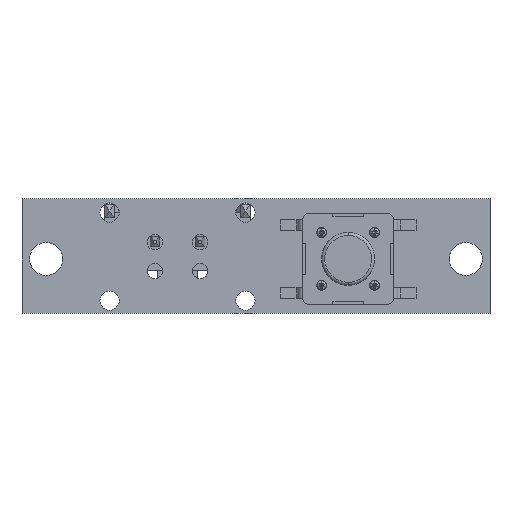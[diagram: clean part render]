
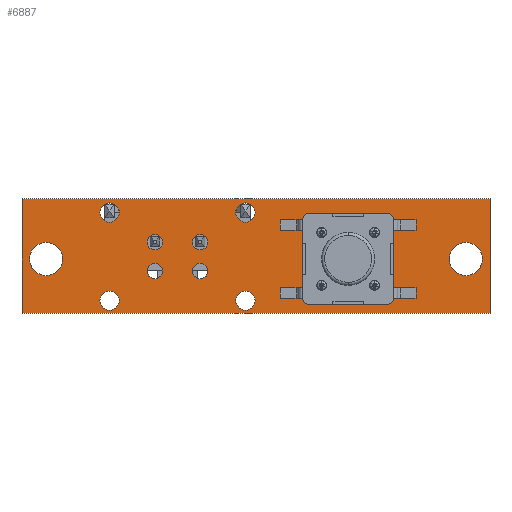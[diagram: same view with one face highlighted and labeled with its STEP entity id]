
A CAD part, top view. The second image highlights one B-rep face of the part: STEP entity #6887.
In plain terms, the highlighted planar face has unit normal (0, 0, 1).
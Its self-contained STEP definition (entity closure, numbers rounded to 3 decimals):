
#6665 = VERTEX_POINT('',#6666);
#6666 = CARTESIAN_POINT('',(143.6,-97.,1.51));
#6672 = EDGE_CURVE('',#6665,#6673,#6675,.T.);
#6673 = VERTEX_POINT('',#6674);
#6674 = CARTESIAN_POINT('',(112.6,-97.,1.51));
#6675 = LINE('',#6676,#6677);
#6676 = CARTESIAN_POINT('',(143.6,-97.,1.51));
#6677 = VECTOR('',#6678,1.);
#6678 = DIRECTION('',(-1.,0.,0.));
#6705 = VERTEX_POINT('',#6706);
#6706 = CARTESIAN_POINT('',(143.6,-89.4,1.51));
#6712 = EDGE_CURVE('',#6705,#6665,#6713,.T.);
#6713 = LINE('',#6714,#6715);
#6714 = CARTESIAN_POINT('',(143.6,-89.4,1.51));
#6715 = VECTOR('',#6716,1.);
#6716 = DIRECTION('',(0.,-1.,0.));
#6734 = EDGE_CURVE('',#6673,#6735,#6737,.T.);
#6735 = VERTEX_POINT('',#6736);
#6736 = CARTESIAN_POINT('',(112.6,-89.4,1.51));
#6737 = LINE('',#6738,#6739);
#6738 = CARTESIAN_POINT('',(112.6,-97.,1.51));
#6739 = VECTOR('',#6740,1.);
#6740 = DIRECTION('',(0.,1.,0.));
#6887 = ADVANCED_FACE('',(#6888,#6899,#6910,#6921,#6932,#6943,#6954,
    #6965,#6976,#6987,#6998),#7009,.T.);
#6888 = FACE_BOUND('',#6889,.T.);
#6889 = EDGE_LOOP('',(#6890,#6891,#6892,#6898));
#6890 = ORIENTED_EDGE('',*,*,#6672,.F.);
#6891 = ORIENTED_EDGE('',*,*,#6712,.F.);
#6892 = ORIENTED_EDGE('',*,*,#6893,.F.);
#6893 = EDGE_CURVE('',#6735,#6705,#6894,.T.);
#6894 = LINE('',#6895,#6896);
#6895 = CARTESIAN_POINT('',(112.6,-89.4,1.51));
#6896 = VECTOR('',#6897,1.);
#6897 = DIRECTION('',(1.,0.,0.));
#6898 = ORIENTED_EDGE('',*,*,#6734,.F.);
#6899 = FACE_BOUND('',#6900,.T.);
#6900 = EDGE_LOOP('',(#6901));
#6901 = ORIENTED_EDGE('',*,*,#6902,.T.);
#6902 = EDGE_CURVE('',#6903,#6903,#6905,.T.);
#6903 = VERTEX_POINT('',#6904);
#6904 = CARTESIAN_POINT('',(118.4,-96.795,1.51));
#6905 = CIRCLE('',#6906,0.635);
#6906 = AXIS2_PLACEMENT_3D('',#6907,#6908,#6909);
#6907 = CARTESIAN_POINT('',(118.4,-96.16,1.51));
#6908 = DIRECTION('',(-0.,0.,-1.));
#6909 = DIRECTION('',(-0.,-1.,0.));
#6910 = FACE_BOUND('',#6911,.T.);
#6911 = EDGE_LOOP('',(#6912));
#6912 = ORIENTED_EDGE('',*,*,#6913,.T.);
#6913 = EDGE_CURVE('',#6914,#6914,#6916,.T.);
#6914 = VERTEX_POINT('',#6915);
#6915 = CARTESIAN_POINT('',(127.4,-96.795,1.51));
#6916 = CIRCLE('',#6917,0.635);
#6917 = AXIS2_PLACEMENT_3D('',#6918,#6919,#6920);
#6918 = CARTESIAN_POINT('',(127.4,-96.16,1.51));
#6919 = DIRECTION('',(-0.,0.,-1.));
#6920 = DIRECTION('',(-0.,-1.,0.));
#6921 = FACE_BOUND('',#6922,.T.);
#6922 = EDGE_LOOP('',(#6923));
#6923 = ORIENTED_EDGE('',*,*,#6924,.T.);
#6924 = EDGE_CURVE('',#6925,#6925,#6927,.T.);
#6925 = VERTEX_POINT('',#6926);
#6926 = CARTESIAN_POINT('',(114.2,-94.5,1.51));
#6927 = CIRCLE('',#6928,1.1);
#6928 = AXIS2_PLACEMENT_3D('',#6929,#6930,#6931);
#6929 = CARTESIAN_POINT('',(114.2,-93.4,1.51));
#6930 = DIRECTION('',(-0.,0.,-1.));
#6931 = DIRECTION('',(0.,-1.,-0.));
#6932 = FACE_BOUND('',#6933,.T.);
#6933 = EDGE_LOOP('',(#6934));
#6934 = ORIENTED_EDGE('',*,*,#6935,.T.);
#6935 = EDGE_CURVE('',#6936,#6936,#6938,.T.);
#6936 = VERTEX_POINT('',#6937);
#6937 = CARTESIAN_POINT('',(121.4,-94.71,1.51));
#6938 = CIRCLE('',#6939,0.51);
#6939 = AXIS2_PLACEMENT_3D('',#6940,#6941,#6942);
#6940 = CARTESIAN_POINT('',(121.4,-94.2,1.51));
#6941 = DIRECTION('',(-0.,0.,-1.));
#6942 = DIRECTION('',(-0.,-1.,0.));
#6943 = FACE_BOUND('',#6944,.T.);
#6944 = EDGE_LOOP('',(#6945));
#6945 = ORIENTED_EDGE('',*,*,#6946,.T.);
#6946 = EDGE_CURVE('',#6947,#6947,#6949,.T.);
#6947 = VERTEX_POINT('',#6948);
#6948 = CARTESIAN_POINT('',(124.4,-94.71,1.51));
#6949 = CIRCLE('',#6950,0.51);
#6950 = AXIS2_PLACEMENT_3D('',#6951,#6952,#6953);
#6951 = CARTESIAN_POINT('',(124.4,-94.2,1.51));
#6952 = DIRECTION('',(-0.,0.,-1.));
#6953 = DIRECTION('',(-0.,-1.,0.));
#6954 = FACE_BOUND('',#6955,.T.);
#6955 = EDGE_LOOP('',(#6956));
#6956 = ORIENTED_EDGE('',*,*,#6957,.T.);
#6957 = EDGE_CURVE('',#6958,#6958,#6960,.T.);
#6958 = VERTEX_POINT('',#6959);
#6959 = CARTESIAN_POINT('',(142.,-94.5,1.51));
#6960 = CIRCLE('',#6961,1.1);
#6961 = AXIS2_PLACEMENT_3D('',#6962,#6963,#6964);
#6962 = CARTESIAN_POINT('',(142.,-93.4,1.51));
#6963 = DIRECTION('',(-0.,0.,-1.));
#6964 = DIRECTION('',(-0.,-1.,0.));
#6965 = FACE_BOUND('',#6966,.T.);
#6966 = EDGE_LOOP('',(#6967));
#6967 = ORIENTED_EDGE('',*,*,#6968,.T.);
#6968 = EDGE_CURVE('',#6969,#6969,#6971,.T.);
#6969 = VERTEX_POINT('',#6970);
#6970 = CARTESIAN_POINT('',(121.4,-92.795,1.51));
#6971 = CIRCLE('',#6972,0.51);
#6972 = AXIS2_PLACEMENT_3D('',#6973,#6974,#6975);
#6973 = CARTESIAN_POINT('',(121.4,-92.285,1.51));
#6974 = DIRECTION('',(-0.,0.,-1.));
#6975 = DIRECTION('',(-0.,-1.,0.));
#6976 = FACE_BOUND('',#6977,.T.);
#6977 = EDGE_LOOP('',(#6978));
#6978 = ORIENTED_EDGE('',*,*,#6979,.T.);
#6979 = EDGE_CURVE('',#6980,#6980,#6982,.T.);
#6980 = VERTEX_POINT('',#6981);
#6981 = CARTESIAN_POINT('',(124.4,-92.795,1.51));
#6982 = CIRCLE('',#6983,0.51);
#6983 = AXIS2_PLACEMENT_3D('',#6984,#6985,#6986);
#6984 = CARTESIAN_POINT('',(124.4,-92.285,1.51));
#6985 = DIRECTION('',(-0.,0.,-1.));
#6986 = DIRECTION('',(-0.,-1.,0.));
#6987 = FACE_BOUND('',#6988,.T.);
#6988 = EDGE_LOOP('',(#6989));
#6989 = ORIENTED_EDGE('',*,*,#6990,.T.);
#6990 = EDGE_CURVE('',#6991,#6991,#6993,.T.);
#6991 = VERTEX_POINT('',#6992);
#6992 = CARTESIAN_POINT('',(118.4,-90.96,1.51));
#6993 = CIRCLE('',#6994,0.635);
#6994 = AXIS2_PLACEMENT_3D('',#6995,#6996,#6997);
#6995 = CARTESIAN_POINT('',(118.4,-90.325,1.51));
#6996 = DIRECTION('',(-0.,0.,-1.));
#6997 = DIRECTION('',(-0.,-1.,0.));
#6998 = FACE_BOUND('',#6999,.T.);
#6999 = EDGE_LOOP('',(#7000));
#7000 = ORIENTED_EDGE('',*,*,#7001,.T.);
#7001 = EDGE_CURVE('',#7002,#7002,#7004,.T.);
#7002 = VERTEX_POINT('',#7003);
#7003 = CARTESIAN_POINT('',(127.4,-90.96,1.51));
#7004 = CIRCLE('',#7005,0.635);
#7005 = AXIS2_PLACEMENT_3D('',#7006,#7007,#7008);
#7006 = CARTESIAN_POINT('',(127.4,-90.325,1.51));
#7007 = DIRECTION('',(-0.,0.,-1.));
#7008 = DIRECTION('',(-0.,-1.,0.));
#7009 = PLANE('',#7010);
#7010 = AXIS2_PLACEMENT_3D('',#7011,#7012,#7013);
#7011 = CARTESIAN_POINT('',(0.,0.,1.51));
#7012 = DIRECTION('',(0.,0.,1.));
#7013 = DIRECTION('',(1.,0.,-0.));
